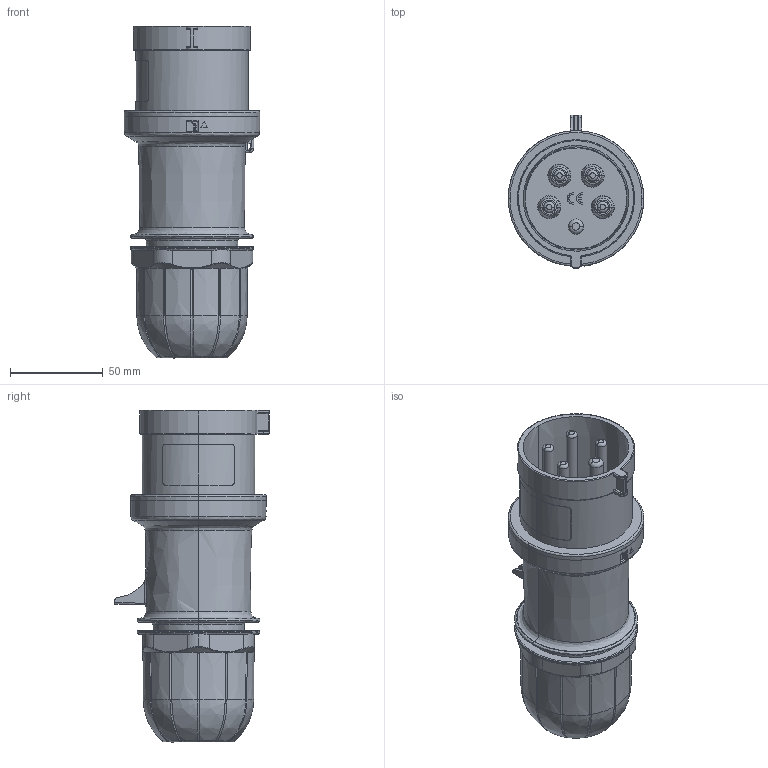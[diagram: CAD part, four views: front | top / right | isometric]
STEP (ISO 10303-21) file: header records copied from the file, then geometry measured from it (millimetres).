
FILE_DESCRIPTION (( 'STEP AP214' ), '1' );
FILE_NAME ('CATSTD-0S432-0P6-M01.STEP', '2019-12-20T16:09:29', ( '' ), ( '' ), 'SwSTEP 2.0', 'SolidWorks 2017', '' );
FILE_SCHEMA (( 'AUTOMOTIVE_DESIGN' ));
Length unit declared in the file: millimetre
Products named in the file (1): CATSTD-0S432-0P6-M01
Bounding box: 73 x 83 x 178.7 mm (x, y, z)
Volume: 162188.8 mm3; surface area: 168111.9 mm2
Topology: 14 solids, 15 shells, 3720 faces, 9620 edges, 5956 vertices
Faces by surface type: bspline 1455, plane 962, cylinder 880, cone 397, torus 26
Entity records: 184970 total; most frequent: CARTESIAN_POINT 108689, ORIENTED_EDGE 19058, DIRECTION 11311, EDGE_CURVE 9529, VERTEX_POINT 5935, AXIS2_PLACEMENT_3D 4311, B_SPLINE_CURVE_WITH_KNOTS 4286, EDGE_LOOP 3872
